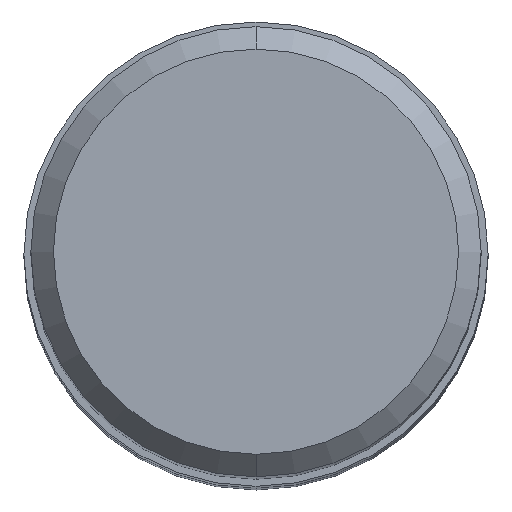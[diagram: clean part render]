
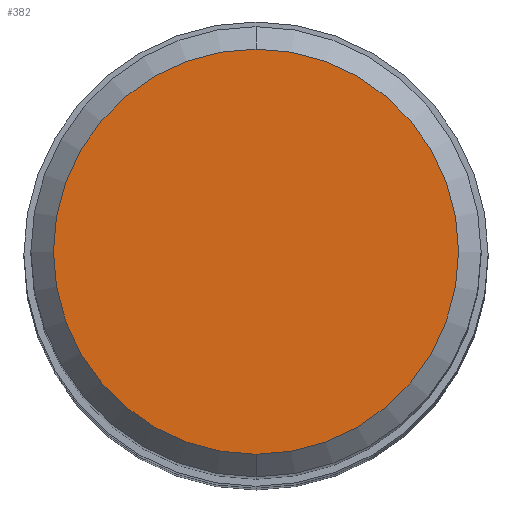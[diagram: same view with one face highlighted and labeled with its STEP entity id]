
A CAD part, top view. The second image highlights one B-rep face of the part: STEP entity #382.
In plain terms, the highlighted planar face has unit normal (0, 0, 1).
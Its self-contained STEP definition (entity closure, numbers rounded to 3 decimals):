
#184=EDGE_CURVE('',#364,#268,#479,.T.);
#268=VERTEX_POINT('',#571);
#270=EDGE_CURVE('',#268,#364,#573,.T.);
#364=VERTEX_POINT('',#675);
#382=ADVANCED_FACE('',(#695),#696,.T.);
#479=CIRCLE('',#807,7.2);
#571=CARTESIAN_POINT('',(0.,-7.2,0.0));
#573=CIRCLE('',#1013,7.2);
#675=CARTESIAN_POINT('',(0.0,7.2,0.0));
#695=FACE_OUTER_BOUND('',#1319,.T.);
#696=PLANE('',#1320);
#807=AXIS2_PLACEMENT_3D('',#1479,#1480,#1481);
#1013=AXIS2_PLACEMENT_3D('',#1573,#1574,#1575);
#1319=EDGE_LOOP('',(#1704,#1705));
#1320=AXIS2_PLACEMENT_3D('',#1706,#1707,#1708);
#1479=CARTESIAN_POINT('',(0.0,0.0,0.0));
#1480=DIRECTION('',(0.0,0.0,-1.0));
#1481=DIRECTION('',(0.0,1.0,0.0));
#1573=CARTESIAN_POINT('',(0.0,0.0,0.0));
#1574=DIRECTION('',(0.0,0.0,-1.0));
#1575=DIRECTION('',(0.0,1.0,0.0));
#1704=ORIENTED_EDGE('',*,*,#184,.F.);
#1705=ORIENTED_EDGE('',*,*,#270,.F.);
#1706=CARTESIAN_POINT('',(0.0,3.6,0.0));
#1707=DIRECTION('',(-0.0,0.0,1.0));
#1708=DIRECTION('',(0.0,-1.0,0.0));
